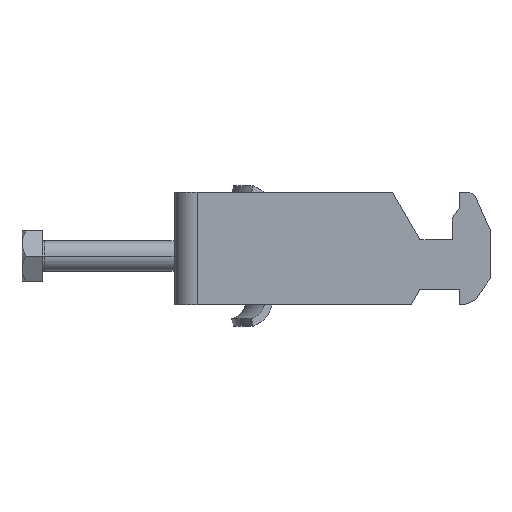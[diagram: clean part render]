
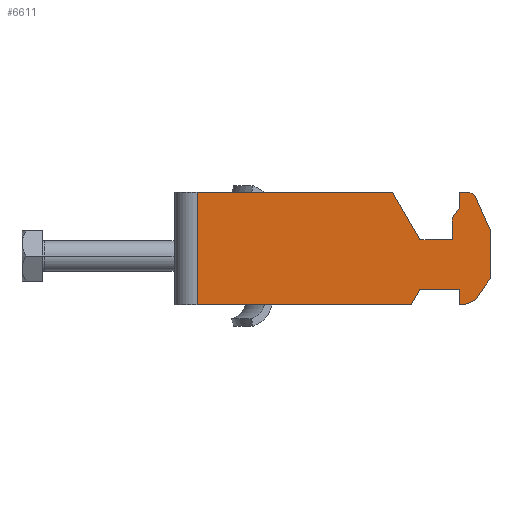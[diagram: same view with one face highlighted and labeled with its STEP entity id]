
A CAD part, left-side view. The second image highlights one B-rep face of the part: STEP entity #6611.
In plain terms, the highlighted planar face has unit normal (-1, 0, 0).
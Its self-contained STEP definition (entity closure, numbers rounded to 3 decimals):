
#37 = DIRECTION ( 'NONE',  ( 1., 0., 0. ) ) ;
#77 = LINE ( 'NONE', #8458, #9388 ) ;
#180 = EDGE_CURVE ( 'NONE', #7754, #7725, #4654, .T. ) ;
#322 = ORIENTED_EDGE ( 'NONE', *, *, #3115, .F. ) ;
#524 = EDGE_CURVE ( 'NONE', #12299, #1011, #77, .T. ) ;
#526 = VERTEX_POINT ( 'NONE', #3743 ) ;
#553 = ORIENTED_EDGE ( 'NONE', *, *, #524, .F. ) ;
#656 = ORIENTED_EDGE ( 'NONE', *, *, #12105, .F. ) ;
#737 = LINE ( 'NONE', #1917, #11045 ) ;
#863 = CARTESIAN_POINT ( 'NONE',  ( -10., -105.585, 9.936 ) ) ;
#870 = VERTEX_POINT ( 'NONE', #5092 ) ;
#1011 = VERTEX_POINT ( 'NONE', #5217 ) ;
#1040 = DIRECTION ( 'NONE',  ( 0., 0., 1. ) ) ;
#1162 = CARTESIAN_POINT ( 'NONE',  ( -10., -60., -10.36 ) ) ;
#1218 = LINE ( 'NONE', #3281, #10986 ) ;
#1223 = VERTEX_POINT ( 'NONE', #4887 ) ;
#1397 = DIRECTION ( 'NONE',  ( 0., 1., 0. ) ) ;
#1471 = CARTESIAN_POINT ( 'NONE',  ( -10., -4.5, -11.25 ) ) ;
#1530 = CARTESIAN_POINT ( 'NONE',  ( -10., -43.515, 11.25 ) ) ;
#1541 = EDGE_CURVE ( 'NONE', #9102, #5623, #3026, .T. ) ;
#1627 = CARTESIAN_POINT ( 'NONE',  ( -10., -105., 1.75 ) ) ;
#1818 = PLANE ( 'NONE',  #6069 ) ;
#1881 = CARTESIAN_POINT ( 'NONE',  ( -10., -49., 1.75 ) ) ;
#1917 = CARTESIAN_POINT ( 'NONE',  ( -10., -58.886, -15.374 ) ) ;
#1926 = VERTEX_POINT ( 'NONE', #7605 ) ;
#2328 = LINE ( 'NONE', #7176, #9736 ) ;
#2341 = VERTEX_POINT ( 'NONE', #1162 ) ;
#2378 = CARTESIAN_POINT ( 'NONE',  ( -10., -60.055, 10.365 ) ) ;
#2406 = DIRECTION ( 'NONE',  ( 0., -0.574, 0.819 ) ) ;
#2418 = ORIENTED_EDGE ( 'NONE', *, *, #9159, .T. ) ;
#2523 = EDGE_CURVE ( 'NONE', #1926, #9687, #9148, .T. ) ;
#2531 = CARTESIAN_POINT ( 'NONE',  ( -10., -105., -8.25 ) ) ;
#2532 = ORIENTED_EDGE ( 'NONE', *, *, #7149, .F. ) ;
#2613 = VECTOR ( 'NONE', #12004, 1000. ) ;
#2626 = DIRECTION ( 'NONE',  ( 0., 0., -1. ) ) ;
#2702 = EDGE_CURVE ( 'NONE', #9102, #6814, #1218, .T. ) ;
#2916 = DIRECTION ( 'NONE',  ( 0., -0.5, -0.866 ) ) ;
#2999 = CARTESIAN_POINT ( 'NONE',  ( -10., -105., 11.25 ) ) ;
#3020 = CARTESIAN_POINT ( 'NONE',  ( -10., -59., 11.25 ) ) ;
#3026 = LINE ( 'NONE', #10557, #5572 ) ;
#3063 = CARTESIAN_POINT ( 'NONE',  ( -10., -57., -11.25 ) ) ;
#3108 = VECTOR ( 'NONE', #8432, 1000. ) ;
#3115 = EDGE_CURVE ( 'NONE', #1011, #1926, #6385, .T. ) ;
#3129 = EDGE_CURVE ( 'NONE', #526, #1223, #5260, .T. ) ;
#3137 = VECTOR ( 'NONE', #2406, 1000. ) ;
#3281 = CARTESIAN_POINT ( 'NONE',  ( -10., -85.994, -11.401 ) ) ;
#3370 = CARTESIAN_POINT ( 'NONE',  ( -10., -57., 11.25 ) ) ;
#3407 = VECTOR ( 'NONE', #5117, 1000. ) ;
#3415 = CARTESIAN_POINT ( 'NONE',  ( -10., -4.5, 11.25 ) ) ;
#3447 = DIRECTION ( 'NONE',  ( 0., 0.574, -0.819 ) ) ;
#3451 = LINE ( 'NONE', #1627, #6831 ) ;
#3561 = ORIENTED_EDGE ( 'NONE', *, *, #2702, .F. ) ;
#3651 = VECTOR ( 'NONE', #8521, 1000. ) ;
#3743 = CARTESIAN_POINT ( 'NONE',  ( -10., -55.5, 6.108 ) ) ;
#3759 = ORIENTED_EDGE ( 'NONE', *, *, #7253, .F. ) ;
#3953 = VECTOR ( 'NONE', #11225, 1000. ) ;
#4053 = CARTESIAN_POINT ( 'NONE',  ( -10., -63., -6.075 ) ) ;
#4094 = ORIENTED_EDGE ( 'NONE', *, *, #3129, .F. ) ;
#4168 = DIRECTION ( 'NONE',  ( 0., 1., 0. ) ) ;
#4239 = DIRECTION ( 'NONE',  ( 0., -0.407, -0.914 ) ) ;
#4408 = CARTESIAN_POINT ( 'NONE',  ( -10., -84.958, 25.284 ) ) ;
#4582 = EDGE_CURVE ( 'NONE', #1223, #5623, #5096, .T. ) ;
#4599 = LINE ( 'NONE', #8163, #2613 ) ;
#4654 = LINE ( 'NONE', #8216, #11413 ) ;
#4887 = CARTESIAN_POINT ( 'NONE',  ( -10., -57., 8.25 ) ) ;
#5060 = DIRECTION ( 'NONE',  ( 0., 1., 0. ) ) ;
#5092 = CARTESIAN_POINT ( 'NONE',  ( -10., -63., 3.75 ) ) ;
#5096 = LINE ( 'NONE', #3370, #6834 ) ;
#5117 = DIRECTION ( 'NONE',  ( 0., 0., 1. ) ) ;
#5148 = LINE ( 'NONE', #7834, #8868 ) ;
#5217 = CARTESIAN_POINT ( 'NONE',  ( -10., -57., -8.25 ) ) ;
#5260 = LINE ( 'NONE', #9073, #3137 ) ;
#5294 = LINE ( 'NONE', #4408, #7642 ) ;
#5572 = VECTOR ( 'NONE', #5060, 1000. ) ;
#5623 = VERTEX_POINT ( 'NONE', #6415 ) ;
#5659 = LINE ( 'NONE', #863, #3651 ) ;
#5699 = EDGE_CURVE ( 'NONE', #7732, #9603, #737, .T. ) ;
#5783 = ORIENTED_EDGE ( 'NONE', *, *, #2523, .F. ) ;
#5955 = DIRECTION ( 'NONE',  ( 0., 1., 0. ) ) ;
#6069 = AXIS2_PLACEMENT_3D ( 'NONE', #2999, #37, #10535 ) ;
#6385 = LINE ( 'NONE', #2531, #8560 ) ;
#6411 = EDGE_CURVE ( 'NONE', #9886, #526, #7921, .T. ) ;
#6415 = CARTESIAN_POINT ( 'NONE',  ( -10., -57., 11.25 ) ) ;
#6457 = LINE ( 'NONE', #10140, #3108 ) ;
#6507 = ORIENTED_EDGE ( 'NONE', *, *, #11288, .F. ) ;
#6611 = ADVANCED_FACE ( 'NONE', ( #12318 ), #1818, .F. ) ;
#6814 = VERTEX_POINT ( 'NONE', #2378 ) ;
#6831 = VECTOR ( 'NONE', #9111, 1000. ) ;
#6834 = VECTOR ( 'NONE', #7960, 1000. ) ;
#6965 = EDGE_CURVE ( 'NONE', #8655, #2341, #5294, .T. ) ;
#7149 = EDGE_CURVE ( 'NONE', #2341, #11354, #5659, .T. ) ;
#7176 = CARTESIAN_POINT ( 'NONE',  ( -10., -105., 11.25 ) ) ;
#7253 = EDGE_CURVE ( 'NONE', #9687, #7725, #5148, .T. ) ;
#7341 = ORIENTED_EDGE ( 'NONE', *, *, #180, .T. ) ;
#7388 = CARTESIAN_POINT ( 'NONE',  ( -10., -71.444, 30.624 ) ) ;
#7524 = CARTESIAN_POINT ( 'NONE',  ( -10., -58., -11.25 ) ) ;
#7539 = CARTESIAN_POINT ( 'NONE',  ( -10., -47.268, -11.25 ) ) ;
#7605 = CARTESIAN_POINT ( 'NONE',  ( -10., -49., -8.25 ) ) ;
#7642 = VECTOR ( 'NONE', #3447, 1000. ) ;
#7725 = VERTEX_POINT ( 'NONE', #1471 ) ;
#7732 = VERTEX_POINT ( 'NONE', #1530 ) ;
#7754 = VERTEX_POINT ( 'NONE', #3415 ) ;
#7834 = CARTESIAN_POINT ( 'NONE',  ( -10., -105., -11.25 ) ) ;
#7921 = LINE ( 'NONE', #7984, #3407 ) ;
#7960 = DIRECTION ( 'NONE',  ( 0., 0., 1. ) ) ;
#7984 = CARTESIAN_POINT ( 'NONE',  ( -10., -55.5, 11.25 ) ) ;
#8007 = ORIENTED_EDGE ( 'NONE', *, *, #6965, .F. ) ;
#8033 = VECTOR ( 'NONE', #4239, 1000. ) ;
#8163 = CARTESIAN_POINT ( 'NONE',  ( -10., -105., -11.25 ) ) ;
#8216 = CARTESIAN_POINT ( 'NONE',  ( -10., -4.5, 11.25 ) ) ;
#8432 = DIRECTION ( 'NONE',  ( 0., 0., -1. ) ) ;
#8458 = CARTESIAN_POINT ( 'NONE',  ( -10., -57., 11.25 ) ) ;
#8521 = DIRECTION ( 'NONE',  ( 0., 0.914, -0.407 ) ) ;
#8560 = VECTOR ( 'NONE', #1397, 1000. ) ;
#8655 = VERTEX_POINT ( 'NONE', #4053 ) ;
#8868 = VECTOR ( 'NONE', #5955, 1000. ) ;
#8929 = EDGE_CURVE ( 'NONE', #870, #8655, #6457, .T. ) ;
#9073 = CARTESIAN_POINT ( 'NONE',  ( -10., -74.201, 32.816 ) ) ;
#9102 = VERTEX_POINT ( 'NONE', #3020 ) ;
#9111 = DIRECTION ( 'NONE',  ( 0., -1., 0. ) ) ;
#9148 = LINE ( 'NONE', #7388, #3953 ) ;
#9159 = EDGE_CURVE ( 'NONE', #7732, #7754, #2328, .T. ) ;
#9388 = VECTOR ( 'NONE', #1040, 1000. ) ;
#9483 = ORIENTED_EDGE ( 'NONE', *, *, #11237, .F. ) ;
#9603 = VERTEX_POINT ( 'NONE', #1881 ) ;
#9687 = VERTEX_POINT ( 'NONE', #7539 ) ;
#9736 = VECTOR ( 'NONE', #4168, 1000. ) ;
#9886 = VERTEX_POINT ( 'NONE', #11414 ) ;
#10140 = CARTESIAN_POINT ( 'NONE',  ( -10., -63., 11.25 ) ) ;
#10514 = ORIENTED_EDGE ( 'NONE', *, *, #1541, .T. ) ;
#10535 = DIRECTION ( 'NONE',  ( 0., 1., 0. ) ) ;
#10557 = CARTESIAN_POINT ( 'NONE',  ( -10., -105., 11.25 ) ) ;
#10632 = ORIENTED_EDGE ( 'NONE', *, *, #8929, .F. ) ;
#10962 = DIRECTION ( 'NONE',  ( 0., -0.766, -0.643 ) ) ;
#10986 = VECTOR ( 'NONE', #10962, 1000. ) ;
#11045 = VECTOR ( 'NONE', #2916, 1000. ) ;
#11100 = ORIENTED_EDGE ( 'NONE', *, *, #6411, .F. ) ;
#11225 = DIRECTION ( 'NONE',  ( 0., 0.5, -0.866 ) ) ;
#11237 = EDGE_CURVE ( 'NONE', #9603, #9886, #3451, .T. ) ;
#11288 = EDGE_CURVE ( 'NONE', #11354, #12299, #4599, .T. ) ;
#11354 = VERTEX_POINT ( 'NONE', #7524 ) ;
#11413 = VECTOR ( 'NONE', #2626, 1000. ) ;
#11414 = CARTESIAN_POINT ( 'NONE',  ( -10., -55.5, 1.75 ) ) ;
#11501 = ORIENTED_EDGE ( 'NONE', *, *, #4582, .F. ) ;
#11833 = CARTESIAN_POINT ( 'NONE',  ( -10., -67.161, -5.597 ) ) ;
#11952 = LINE ( 'NONE', #11833, #8033 ) ;
#12004 = DIRECTION ( 'NONE',  ( 0., 1., 0. ) ) ;
#12105 = EDGE_CURVE ( 'NONE', #6814, #870, #11952, .T. ) ;
#12299 = VERTEX_POINT ( 'NONE', #3063 ) ;
#12318 = FACE_OUTER_BOUND ( 'NONE', #12415, .T. ) ;
#12333 = ORIENTED_EDGE ( 'NONE', *, *, #5699, .F. ) ;
#12415 = EDGE_LOOP ( 'NONE', ( #5783, #322, #553, #6507, #2532, #8007, #10632, #656, #3561, #10514, #11501, #4094, #11100, #9483, #12333, #2418, #7341, #3759 ) ) ;
